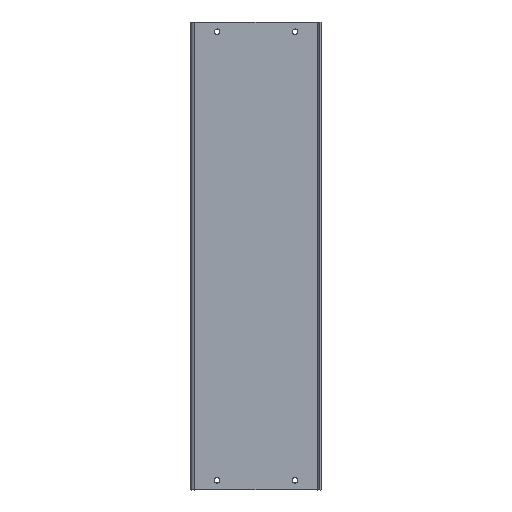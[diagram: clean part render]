
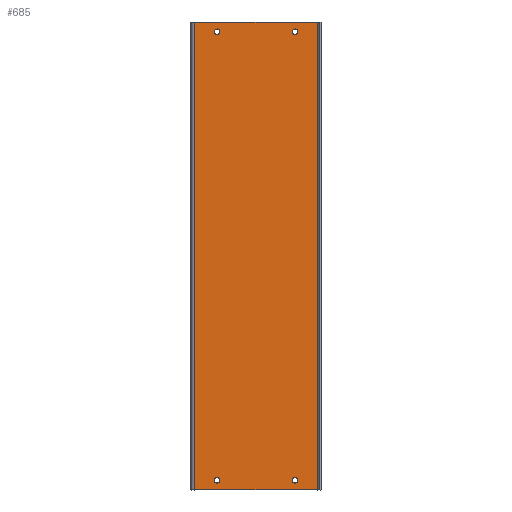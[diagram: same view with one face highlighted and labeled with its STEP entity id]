
A CAD part, front view. The second image highlights one B-rep face of the part: STEP entity #685.
In plain terms, the highlighted free-form (B-spline) face has degree [1, 1] with [2, 2] control points.
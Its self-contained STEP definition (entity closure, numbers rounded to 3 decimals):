
#24 = VERTEX_POINT('',#25);
#25 = CARTESIAN_POINT('',(-231.942,0.,-995.551));
#30 = EDGE_CURVE('',#24,#24,#31,.T.);
#31 = ( BOUNDED_CURVE() B_SPLINE_CURVE(2,(#32,#33,#34,#35,#36,#37,#38),
.UNSPECIFIED.,.T.,.F.) B_SPLINE_CURVE_WITH_KNOTS((3,2,2,3),(
    3.142,5.236,7.33,9.425),
.PIECEWISE_BEZIER_KNOTS.) CURVE() GEOMETRIC_REPRESENTATION_ITEM() 
RATIONAL_B_SPLINE_CURVE((1.,0.5,1.,0.5,1.,0.5,1.)) REPRESENTATION_ITEM(
  '') );
#32 = CARTESIAN_POINT('',(-231.942,0.,-995.551));
#33 = CARTESIAN_POINT('',(-231.942,0.,-985.156));
#34 = CARTESIAN_POINT('',(-222.94,0.,-990.353));
#35 = CARTESIAN_POINT('',(-213.938,0.,-995.551));
#36 = CARTESIAN_POINT('',(-222.94,0.,-1000.748));
#37 = CARTESIAN_POINT('',(-231.942,0.,-1005.946));
#38 = CARTESIAN_POINT('',(-231.942,0.,-995.551));
#76 = VERTEX_POINT('',#77);
#77 = CARTESIAN_POINT('',(-62.487,0.,-21.182));
#82 = EDGE_CURVE('',#76,#76,#83,.T.);
#83 = ( BOUNDED_CURVE() B_SPLINE_CURVE(2,(#84,#85,#86,#87,#88,#89,#90),
.UNSPECIFIED.,.T.,.F.) B_SPLINE_CURVE_WITH_KNOTS((3,2,2,3),(
    3.142,5.236,7.33,9.425),
.PIECEWISE_BEZIER_KNOTS.) CURVE() GEOMETRIC_REPRESENTATION_ITEM() 
RATIONAL_B_SPLINE_CURVE((1.,0.5,1.,0.5,1.,0.5,1.)) REPRESENTATION_ITEM(
  '') );
#84 = CARTESIAN_POINT('',(-62.487,0.,-21.182));
#85 = CARTESIAN_POINT('',(-62.487,0.,-10.787));
#86 = CARTESIAN_POINT('',(-53.484,0.,-15.984));
#87 = CARTESIAN_POINT('',(-44.482,0.,-21.182));
#88 = CARTESIAN_POINT('',(-53.484,0.,-26.379));
#89 = CARTESIAN_POINT('',(-62.487,0.,-31.577));
#90 = CARTESIAN_POINT('',(-62.487,0.,-21.182));
#128 = VERTEX_POINT('',#129);
#129 = CARTESIAN_POINT('',(-62.487,0.,-995.551));
#134 = EDGE_CURVE('',#128,#128,#135,.T.);
#135 = ( BOUNDED_CURVE() B_SPLINE_CURVE(2,(#136,#137,#138,#139,#140,#141
,#142),.UNSPECIFIED.,.T.,.F.) B_SPLINE_CURVE_WITH_KNOTS((3,2,2,3),(
    3.142,5.236,7.33,9.425),
.PIECEWISE_BEZIER_KNOTS.) CURVE() GEOMETRIC_REPRESENTATION_ITEM() 
RATIONAL_B_SPLINE_CURVE((1.,0.5,1.,0.5,1.,0.5,1.)) REPRESENTATION_ITEM(
  '') );
#136 = CARTESIAN_POINT('',(-62.487,0.,-995.551));
#137 = CARTESIAN_POINT('',(-62.487,0.,-985.156));
#138 = CARTESIAN_POINT('',(-53.484,0.,-990.353));
#139 = CARTESIAN_POINT('',(-44.482,0.,-995.551));
#140 = CARTESIAN_POINT('',(-53.484,0.,-1000.748));
#141 = CARTESIAN_POINT('',(-62.487,0.,-1005.946));
#142 = CARTESIAN_POINT('',(-62.487,0.,-995.551));
#180 = VERTEX_POINT('',#181);
#181 = CARTESIAN_POINT('',(-231.942,0.,-21.182));
#186 = EDGE_CURVE('',#180,#180,#187,.T.);
#187 = ( BOUNDED_CURVE() B_SPLINE_CURVE(2,(#188,#189,#190,#191,#192,#193
,#194),.UNSPECIFIED.,.T.,.F.) B_SPLINE_CURVE_WITH_KNOTS((3,2,2,3),(
    3.142,5.236,7.33,9.425),
.PIECEWISE_BEZIER_KNOTS.) CURVE() GEOMETRIC_REPRESENTATION_ITEM() 
RATIONAL_B_SPLINE_CURVE((1.,0.5,1.,0.5,1.,0.5,1.)) REPRESENTATION_ITEM(
  '') );
#188 = CARTESIAN_POINT('',(-231.942,0.,-21.182));
#189 = CARTESIAN_POINT('',(-231.942,0.,-10.787));
#190 = CARTESIAN_POINT('',(-222.94,0.,-15.984));
#191 = CARTESIAN_POINT('',(-213.938,0.,-21.182));
#192 = CARTESIAN_POINT('',(-222.94,0.,-26.379));
#193 = CARTESIAN_POINT('',(-231.942,0.,-31.577));
#194 = CARTESIAN_POINT('',(-231.942,0.,-21.182));
#337 = VERTEX_POINT('',#338);
#338 = CARTESIAN_POINT('',(-8.473,0.,-1016.733));
#361 = VERTEX_POINT('',#362);
#362 = CARTESIAN_POINT('',(-8.473,0.,0.));
#432 = EDGE_CURVE('',#337,#361,#433,.T.);
#433 = B_SPLINE_CURVE_WITH_KNOTS('',1,(#434,#435),.UNSPECIFIED.,.F.,.F.,
  (2,2),(-540.,180.),.PIECEWISE_BEZIER_KNOTS.);
#434 = CARTESIAN_POINT('',(-8.473,0.,-1016.733));
#435 = CARTESIAN_POINT('',(-8.473,0.,0.));
#459 = VERTEX_POINT('',#460);
#460 = CARTESIAN_POINT('',(-273.953,0.,
    -1016.733));
#466 = EDGE_CURVE('',#467,#459,#469,.T.);
#467 = VERTEX_POINT('',#468);
#468 = CARTESIAN_POINT('',(-273.953,0.,0.));
#469 = B_SPLINE_CURVE_WITH_KNOTS('',1,(#470,#471),.UNSPECIFIED.,.F.,.F.,
  (2,2),(-180.,540.),.PIECEWISE_BEZIER_KNOTS.);
#470 = CARTESIAN_POINT('',(-273.953,0.,0.));
#471 = CARTESIAN_POINT('',(-273.953,0.,-1016.733));
#670 = EDGE_CURVE('',#459,#337,#671,.T.);
#671 = B_SPLINE_CURVE_WITH_KNOTS('',1,(#672,#673),.UNSPECIFIED.,.F.,.F.,
  (2,2),(6.,194.),.PIECEWISE_BEZIER_KNOTS.);
#672 = CARTESIAN_POINT('',(-273.953,0.,-1016.733));
#673 = CARTESIAN_POINT('',(-8.473,0.,-1016.733));
#685 = ADVANCED_FACE('',(#686,#696,#699,#702,#705),#708,.F.);
#686 = FACE_BOUND('',#687,.T.);
#687 = EDGE_LOOP('',(#688,#689,#694,#695));
#688 = ORIENTED_EDGE('',*,*,#432,.T.);
#689 = ORIENTED_EDGE('',*,*,#690,.T.);
#690 = EDGE_CURVE('',#361,#467,#691,.T.);
#691 = B_SPLINE_CURVE_WITH_KNOTS('',1,(#692,#693),.UNSPECIFIED.,.F.,.F.,
  (2,2),(6.,194.),.PIECEWISE_BEZIER_KNOTS.);
#692 = CARTESIAN_POINT('',(-8.473,0.,0.));
#693 = CARTESIAN_POINT('',(-273.953,0.,0.));
#694 = ORIENTED_EDGE('',*,*,#466,.T.);
#695 = ORIENTED_EDGE('',*,*,#670,.T.);
#696 = FACE_BOUND('',#697,.T.);
#697 = EDGE_LOOP('',(#698));
#698 = ORIENTED_EDGE('',*,*,#30,.T.);
#699 = FACE_BOUND('',#700,.T.);
#700 = EDGE_LOOP('',(#701));
#701 = ORIENTED_EDGE('',*,*,#82,.T.);
#702 = FACE_BOUND('',#703,.T.);
#703 = EDGE_LOOP('',(#704));
#704 = ORIENTED_EDGE('',*,*,#134,.T.);
#705 = FACE_BOUND('',#706,.T.);
#706 = EDGE_LOOP('',(#707));
#707 = ORIENTED_EDGE('',*,*,#186,.T.);
#708 = B_SPLINE_SURFACE_WITH_KNOTS('',1,1,(
    (#709,#710)
    ,(#711,#712
    )),.UNSPECIFIED.,.F.,.F.,.F.,(2,2),(2,2),(-360.,360.),(-94.,94.),
  .PIECEWISE_BEZIER_KNOTS.);
#709 = CARTESIAN_POINT('',(-273.953,0.,-1016.733));
#710 = CARTESIAN_POINT('',(-8.473,0.,-1016.733));
#711 = CARTESIAN_POINT('',(-273.953,0.,0.));
#712 = CARTESIAN_POINT('',(-8.473,0.,0.));
